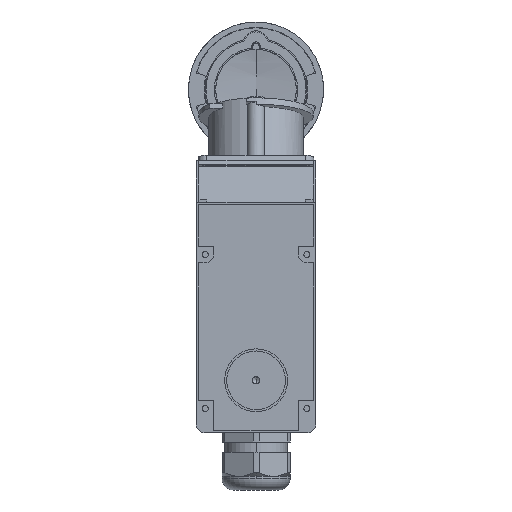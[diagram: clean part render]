
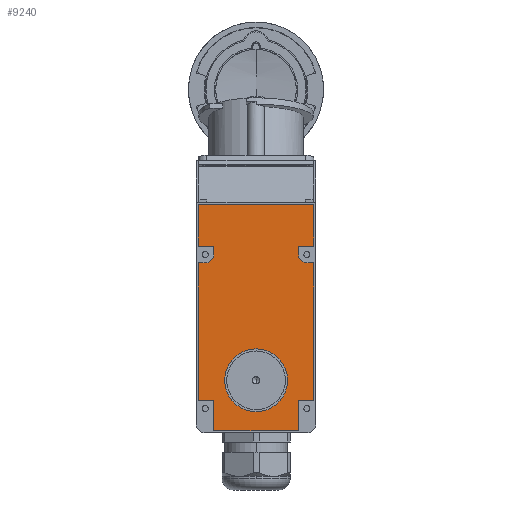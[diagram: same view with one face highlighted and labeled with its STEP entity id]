
A CAD part, front view. The second image highlights one B-rep face of the part: STEP entity #9240.
In plain terms, the highlighted planar face has unit normal (0, -1, 0).
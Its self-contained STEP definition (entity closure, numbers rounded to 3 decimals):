
#3280=DIRECTION('',(0.,0.,-1.));
#3281=VECTOR('',#3280,14.5);
#3282=CARTESIAN_POINT('',(42.,2.,-2.));
#3283=LINE('',#3282,#3281);
#3284=DIRECTION('',(1.,0.,0.));
#3285=VECTOR('',#3284,8.);
#3286=CARTESIAN_POINT('',(42.,2.,-16.5));
#3287=LINE('',#3286,#3285);
#3288=CARTESIAN_POINT('',(50.,2.,-8.5));
#3289=DIRECTION('',(0.,-1.,0.));
#3290=DIRECTION('',(0.,0.,-1.));
#3291=AXIS2_PLACEMENT_3D('',#3288,#3289,#3290);
#3293=CARTESIAN_POINT('',(50.,2.,-105.5));
#3294=DIRECTION('',(0.,-1.,0.));
#3295=DIRECTION('',(1.,0.,0.));
#3296=AXIS2_PLACEMENT_3D('',#3293,#3294,#3295);
#3298=DIRECTION('',(-1.,0.,0.));
#3299=VECTOR('',#3298,8.);
#3300=CARTESIAN_POINT('',(50.,2.,-97.5));
#3301=LINE('',#3300,#3299);
#3302=DIRECTION('',(0.,0.,-1.));
#3303=VECTOR('',#3302,14.5);
#3304=CARTESIAN_POINT('',(42.,2.,-97.5));
#3305=LINE('',#3304,#3303);
#3306=CARTESIAN_POINT('',(170.,2.,-57.));
#3307=DIRECTION('',(0.,-1.,0.));
#3308=DIRECTION('',(1.,0.,0.));
#3309=AXIS2_PLACEMENT_3D('',#3306,#3307,#3308);
#3311=CARTESIAN_POINT('',(170.,2.,-57.));
#3312=DIRECTION('',(0.,-1.,0.));
#3313=DIRECTION('',(-1.,0.,0.));
#3314=AXIS2_PLACEMENT_3D('',#3311,#3312,#3313);
#3336=DIRECTION('',(0.,0.,-1.));
#3337=VECTOR('',#3336,6.5);
#3338=CARTESIAN_POINT('',(58.,2.,-2.));
#3339=LINE('',#3338,#3337);
#3340=DIRECTION('',(-1.,0.,0.));
#3341=VECTOR('',#3340,131.);
#3342=CARTESIAN_POINT('',(189.,2.,-2.));
#3343=LINE('',#3342,#3341);
#3348=DIRECTION('',(0.,0.,1.));
#3349=VECTOR('',#3348,14.5);
#3350=CARTESIAN_POINT('',(189.,2.,-16.5));
#3351=LINE('',#3350,#3349);
#3360=DIRECTION('',(-1.,0.,0.));
#3361=VECTOR('',#3360,29.);
#3362=CARTESIAN_POINT('',(218.,2.,-16.5));
#3363=LINE('',#3362,#3361);
#3364=DIRECTION('',(0.,0.,1.));
#3365=VECTOR('',#3364,81.);
#3366=CARTESIAN_POINT('',(218.,2.,-97.5));
#3367=LINE('',#3366,#3365);
#3380=DIRECTION('',(1.,0.,0.));
#3381=VECTOR('',#3380,29.);
#3382=CARTESIAN_POINT('',(189.,2.,-97.5));
#3383=LINE('',#3382,#3381);
#3384=DIRECTION('',(0.,0.,1.));
#3385=VECTOR('',#3384,14.5);
#3386=CARTESIAN_POINT('',(189.,2.,-112.));
#3387=LINE('',#3386,#3385);
#3388=DIRECTION('',(1.,0.,0.));
#3389=VECTOR('',#3388,131.);
#3390=CARTESIAN_POINT('',(58.,2.,-112.));
#3391=LINE('',#3390,#3389);
#3400=DIRECTION('',(0.,0.,-1.));
#3401=VECTOR('',#3400,6.5);
#3402=CARTESIAN_POINT('',(58.,2.,-105.5));
#3403=LINE('',#3402,#3401);
#3420=DIRECTION('',(-1.,0.,0.));
#3421=VECTOR('',#3420,40.);
#3422=CARTESIAN_POINT('',(42.,2.,-2.));
#3423=LINE('',#3422,#3421);
#3432=DIRECTION('',(0.,0.,-1.));
#3433=VECTOR('',#3432,110.);
#3434=CARTESIAN_POINT('',(2.,2.,-2.));
#3435=LINE('',#3434,#3433);
#3436=DIRECTION('',(1.,0.,0.));
#3437=VECTOR('',#3436,40.);
#3438=CARTESIAN_POINT('',(2.,2.,-112.));
#3439=LINE('',#3438,#3437);
#4532=CARTESIAN_POINT('',(42.,2.,-97.5));
#4533=CARTESIAN_POINT('',(42.,2.,-112.));
#4534=VERTEX_POINT('',#4532);
#4535=VERTEX_POINT('',#4533);
#4536=CARTESIAN_POINT('',(42.,2.,-2.));
#4537=CARTESIAN_POINT('',(42.,2.,-16.5));
#4538=VERTEX_POINT('',#4536);
#4539=VERTEX_POINT('',#4537);
#4540=CARTESIAN_POINT('',(50.,2.,-16.5));
#4541=VERTEX_POINT('',#4540);
#4542=CARTESIAN_POINT('',(58.,2.,-8.5));
#4543=VERTEX_POINT('',#4542);
#4544=CARTESIAN_POINT('',(58.,2.,-2.));
#4545=VERTEX_POINT('',#4544);
#4546=CARTESIAN_POINT('',(189.,2.,-2.));
#4547=VERTEX_POINT('',#4546);
#4548=CARTESIAN_POINT('',(189.,2.,-16.5));
#4549=VERTEX_POINT('',#4548);
#4550=CARTESIAN_POINT('',(218.,2.,-16.5));
#4551=VERTEX_POINT('',#4550);
#4552=CARTESIAN_POINT('',(218.,2.,-97.5));
#4553=VERTEX_POINT('',#4552);
#4554=CARTESIAN_POINT('',(189.,2.,-97.5));
#4555=VERTEX_POINT('',#4554);
#4556=CARTESIAN_POINT('',(189.,2.,-112.));
#4557=VERTEX_POINT('',#4556);
#4558=CARTESIAN_POINT('',(58.,2.,-112.));
#4559=VERTEX_POINT('',#4558);
#4560=CARTESIAN_POINT('',(58.,2.,-105.5));
#4561=VERTEX_POINT('',#4560);
#4562=CARTESIAN_POINT('',(50.,2.,-97.5));
#4563=VERTEX_POINT('',#4562);
#4564=CARTESIAN_POINT('',(2.,2.,-112.));
#4565=VERTEX_POINT('',#4564);
#4566=CARTESIAN_POINT('',(2.,2.,-2.));
#4567=VERTEX_POINT('',#4566);
#4568=CARTESIAN_POINT('',(200.,2.,-57.));
#4569=CARTESIAN_POINT('',(140.,2.,-57.));
#4570=VERTEX_POINT('',#4568);
#4571=VERTEX_POINT('',#4569);
#9192=CARTESIAN_POINT('',(0.,2.,0.));
#9193=DIRECTION('',(0.,-1.,0.));
#9194=DIRECTION('',(1.,0.,0.));
#9195=AXIS2_PLACEMENT_3D('',#9192,#9193,#9194);
#9196=PLANE('',#9195);
#9198=ORIENTED_EDGE('',*,*,#9197,.T.);
#9200=ORIENTED_EDGE('',*,*,#9199,.T.);
#9202=ORIENTED_EDGE('',*,*,#9201,.T.);
#9204=ORIENTED_EDGE('',*,*,#9203,.F.);
#9206=ORIENTED_EDGE('',*,*,#9205,.F.);
#9208=ORIENTED_EDGE('',*,*,#9207,.F.);
#9210=ORIENTED_EDGE('',*,*,#9209,.F.);
#9212=ORIENTED_EDGE('',*,*,#9211,.F.);
#9214=ORIENTED_EDGE('',*,*,#9213,.F.);
#9216=ORIENTED_EDGE('',*,*,#9215,.F.);
#9218=ORIENTED_EDGE('',*,*,#9217,.F.);
#9220=ORIENTED_EDGE('',*,*,#9219,.F.);
#9222=ORIENTED_EDGE('',*,*,#9221,.T.);
#9224=ORIENTED_EDGE('',*,*,#9223,.T.);
#9225=ORIENTED_EDGE('',*,*,#9182,.T.);
#9227=ORIENTED_EDGE('',*,*,#9226,.F.);
#9229=ORIENTED_EDGE('',*,*,#9228,.F.);
#9231=ORIENTED_EDGE('',*,*,#9230,.F.);
#9232=EDGE_LOOP('',(#9198,#9200,#9202,#9204,#9206,#9208,#9210,#9212,#9214,#9216,
#9218,#9220,#9222,#9224,#9225,#9227,#9229,#9231));
#9233=FACE_OUTER_BOUND('',#9232,.F.);
#9235=ORIENTED_EDGE('',*,*,#9234,.T.);
#9237=ORIENTED_EDGE('',*,*,#9236,.T.);
#9238=EDGE_LOOP('',(#9235,#9237));
#9239=FACE_BOUND('',#9238,.F.);
#9240=ADVANCED_FACE('',(#9233,#9239),#9196,.T.);
#3292=CIRCLE('',#3291,8.);
#3297=CIRCLE('',#3296,8.);
#3310=CIRCLE('',#3309,30.);
#3315=CIRCLE('',#3314,30.);
#9182=EDGE_CURVE('',#4534,#4535,#3305,.T.);
#9197=EDGE_CURVE('',#4538,#4539,#3283,.T.);
#9199=EDGE_CURVE('',#4539,#4541,#3287,.T.);
#9201=EDGE_CURVE('',#4541,#4543,#3292,.T.);
#9203=EDGE_CURVE('',#4545,#4543,#3339,.T.);
#9205=EDGE_CURVE('',#4547,#4545,#3343,.T.);
#9207=EDGE_CURVE('',#4549,#4547,#3351,.T.);
#9209=EDGE_CURVE('',#4551,#4549,#3363,.T.);
#9211=EDGE_CURVE('',#4553,#4551,#3367,.T.);
#9213=EDGE_CURVE('',#4555,#4553,#3383,.T.);
#9215=EDGE_CURVE('',#4557,#4555,#3387,.T.);
#9217=EDGE_CURVE('',#4559,#4557,#3391,.T.);
#9219=EDGE_CURVE('',#4561,#4559,#3403,.T.);
#9221=EDGE_CURVE('',#4561,#4563,#3297,.T.);
#9223=EDGE_CURVE('',#4563,#4534,#3301,.T.);
#9226=EDGE_CURVE('',#4565,#4535,#3439,.T.);
#9228=EDGE_CURVE('',#4567,#4565,#3435,.T.);
#9230=EDGE_CURVE('',#4538,#4567,#3423,.T.);
#9234=EDGE_CURVE('',#4570,#4571,#3310,.T.);
#9236=EDGE_CURVE('',#4571,#4570,#3315,.T.);
